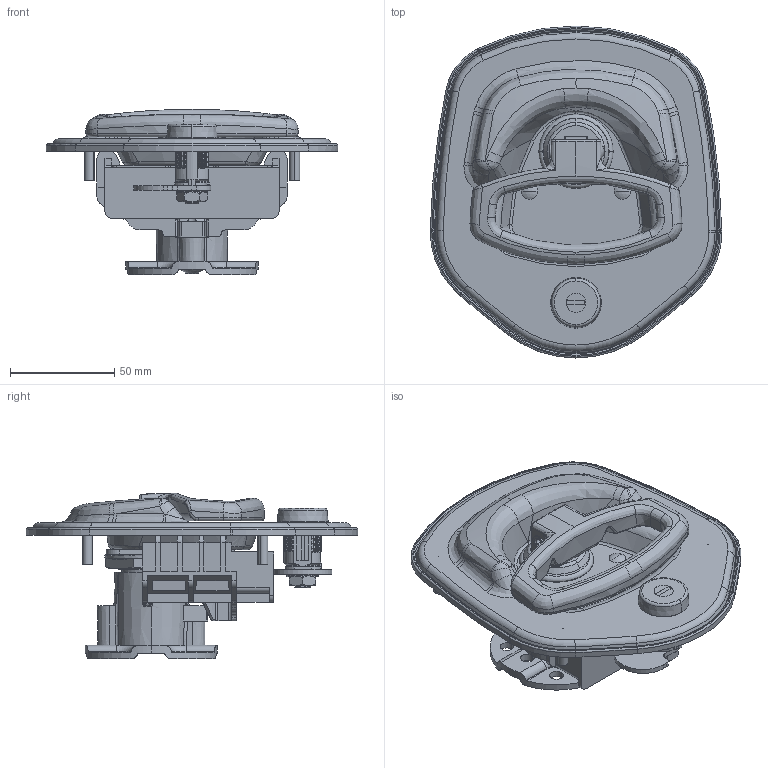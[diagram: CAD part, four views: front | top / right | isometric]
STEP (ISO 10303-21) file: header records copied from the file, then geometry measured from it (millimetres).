
FILE_DESCRIPTION (( 'STEP AP203' ), '1' );
FILE_NAME ('GC2502___BPMH.STEP', '2019-09-23T14:30:43', ( '' ), ( '' ), 'SwSTEP 2.0', 'SolidWorks 2019', '' );
FILE_SCHEMA (( 'CONFIG_CONTROL_DESIGN' ));
Length unit declared in the file: inch
Products named in the file (29): R15009-F-1_PCAD033BM; PFA097_INSTALLED; PST240; R15009-B-1_NO MOUNTING HOLES; PST321; R15009-C-1; PST333; PST320; PSP057_INSTALLED; PCAD031BM_PCAD031; R15009-M-1; GC2501XLXXXXX-X_ASSEMBLED; PFA098; PCAD028BM; PWA044_.250"; PMISC254_ASSEMBLED; PSP056_INSTALLED; PFA060; R15009-G-1_PCAD026BM; R15009-X_PFA130-INSTALLED; R15009-S-1; KEM00___ROTATED1; R15009-E-1_PPL020BM; GC2502___BPMH; KEM00__; PSP058_INSTALLED; PWA031; R15009-D-1; PFA126
Assembly tree (34 placements, depth 3):
  GC2502___BPMH
    GC2501XLXXXXX-X_ASSEMBLED
      R15009-F-1_PCAD033BM
      R15009-B-1_NO MOUNTING HOLES
      R15009-M-1
      PST240
      R15009-X_PFA130-INSTALLED  x2
      PCAD031BM_PCAD031
      PST333
      R15009-D-1
      R15009-C-1
      PFA097_INSTALLED
      PSP056_INSTALLED
      R15009-G-1_PCAD026BM
      PCAD028BM
      PSP057_INSTALLED
      PFA126  x3
      PSP058_INSTALLED
      R15009-E-1_PPL020BM
      R15009-S-1  x4
      PMISC254_ASSEMBLED
    KEM00___ROTATED1
      KEM00__
    PFA060
    PFA098
    PWA031
    PWA044_.250"
    PST321
    PST320
Bounding box: 139.64 x 159.06 x 79.2 mm (x, y, z)
Volume: 189834.9 mm3; surface area: 164094.9 mm2
Topology: 32 solids, 32 shells, 3753 faces, 9672 edges, 6059 vertices
Faces by surface type: plane 1338, bspline 948, cylinder 697, torus 420, cone 214, sphere 136
Entity records: 264779 total; most frequent: CARTESIAN_POINT 179410, ORIENTED_EDGE 18748, DIRECTION 15089, EDGE_CURVE 9374, VERTEX_POINT 5893, AXIS2_PLACEMENT_3D 5475, VECTOR 4139, LINE 4139
